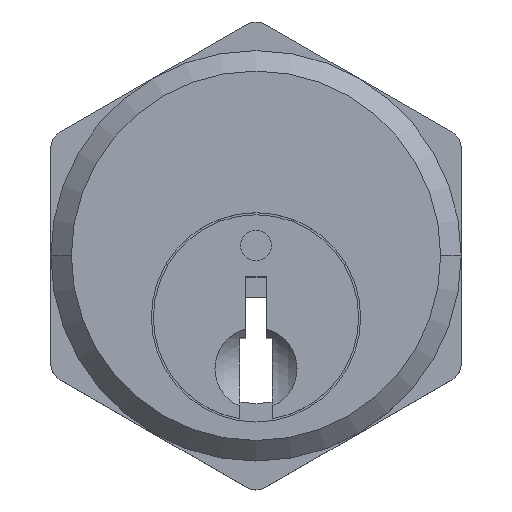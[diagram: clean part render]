
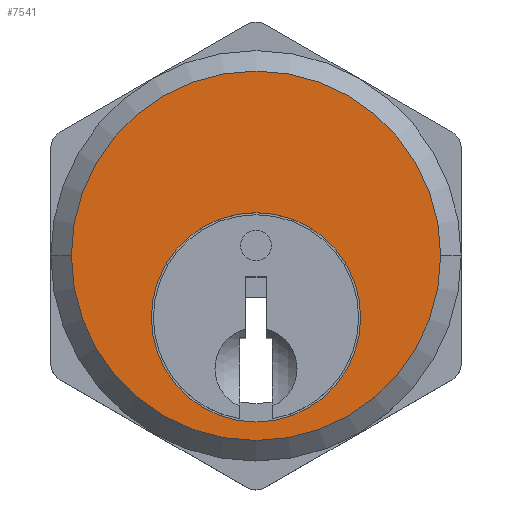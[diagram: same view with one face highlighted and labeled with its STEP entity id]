
A CAD part, top view. The second image highlights one B-rep face of the part: STEP entity #7541.
In plain terms, the highlighted planar face has unit normal (0, 0, 1).
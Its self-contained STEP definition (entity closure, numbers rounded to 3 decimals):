
#3 = DIRECTION ( 'NONE',  ( 1., 0., 0. ) ) ;
#192 = VERTEX_POINT ( 'NONE', #5869 ) ;
#440 = CIRCLE ( 'NONE', #7425, 5.1 ) ;
#525 = AXIS2_PLACEMENT_3D ( 'NONE', #3605, #2975, #3 ) ;
#1389 = DIRECTION ( 'NONE',  ( 0., 0., 1. ) ) ;
#1485 = EDGE_CURVE ( 'NONE', #1671, #192, #6794, .T. ) ;
#1553 = DIRECTION ( 'NONE',  ( 0., 0., -1. ) ) ;
#1671 = VERTEX_POINT ( 'NONE', #1941 ) ;
#1695 = ORIENTED_EDGE ( 'NONE', *, *, #1485, .F. ) ;
#1717 = CARTESIAN_POINT ( 'NONE',  ( 0., 0., 0. ) ) ;
#1862 = CARTESIAN_POINT ( 'NONE',  ( -9., 0., 0. ) ) ;
#1941 = CARTESIAN_POINT ( 'NONE',  ( 5.1, -3., 0. ) ) ;
#2584 = DIRECTION ( 'NONE',  ( 1., 0., 0. ) ) ;
#2590 = FACE_BOUND ( 'NONE', #3477, .T. ) ;
#2815 = CARTESIAN_POINT ( 'NONE',  ( 0., 0., 0. ) ) ;
#2975 = DIRECTION ( 'NONE',  ( 0., 0., 1. ) ) ;
#3306 = VERTEX_POINT ( 'NONE', #5276 ) ;
#3477 = EDGE_LOOP ( 'NONE', ( #1695, #3821 ) ) ;
#3605 = CARTESIAN_POINT ( 'NONE',  ( 0., -3., 0. ) ) ;
#3617 = EDGE_CURVE ( 'NONE', #3306, #5970, #3897, .T. ) ;
#3637 = FACE_OUTER_BOUND ( 'NONE', #4952, .T. ) ;
#3821 = ORIENTED_EDGE ( 'NONE', *, *, #4255, .F. ) ;
#3855 = AXIS2_PLACEMENT_3D ( 'NONE', #2815, #1553, #5908 ) ;
#3897 = CIRCLE ( 'NONE', #5629, 9. ) ;
#4155 = AXIS2_PLACEMENT_3D ( 'NONE', #1717, #6511, #5984 ) ;
#4255 = EDGE_CURVE ( 'NONE', #192, #1671, #440, .T. ) ;
#4952 = EDGE_LOOP ( 'NONE', ( #5739, #6036 ) ) ;
#5141 = CARTESIAN_POINT ( 'NONE',  ( 0., 0., 0. ) ) ;
#5276 = CARTESIAN_POINT ( 'NONE',  ( 9., 0., 0. ) ) ;
#5558 = DIRECTION ( 'NONE',  ( 0., 0., 1. ) ) ;
#5629 = AXIS2_PLACEMENT_3D ( 'NONE', #5141, #1389, #2584 ) ;
#5739 = ORIENTED_EDGE ( 'NONE', *, *, #6510, .T. ) ;
#5867 = PLANE ( 'NONE',  #3855 ) ;
#5869 = CARTESIAN_POINT ( 'NONE',  ( -5.1, -3., 0. ) ) ;
#5908 = DIRECTION ( 'NONE',  ( -1., 0., 0. ) ) ;
#5970 = VERTEX_POINT ( 'NONE', #1862 ) ;
#5984 = DIRECTION ( 'NONE',  ( 1., 0., 0. ) ) ;
#6036 = ORIENTED_EDGE ( 'NONE', *, *, #3617, .T. ) ;
#6510 = EDGE_CURVE ( 'NONE', #5970, #3306, #7011, .T. ) ;
#6511 = DIRECTION ( 'NONE',  ( 0., 0., 1. ) ) ;
#6744 = DIRECTION ( 'NONE',  ( 1., 0., 0. ) ) ;
#6794 = CIRCLE ( 'NONE', #525, 5.1 ) ;
#7011 = CIRCLE ( 'NONE', #4155, 9. ) ;
#7404 = CARTESIAN_POINT ( 'NONE',  ( 0., -3., 0. ) ) ;
#7425 = AXIS2_PLACEMENT_3D ( 'NONE', #7404, #5558, #6744 ) ;
#7541 = ADVANCED_FACE ( 'NONE', ( #2590, #3637 ), #5867, .F. ) ;
